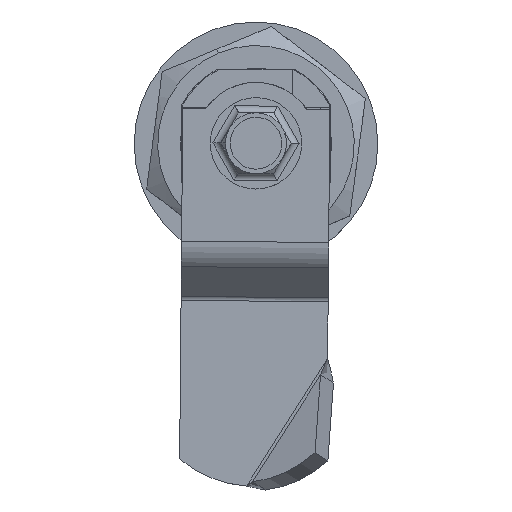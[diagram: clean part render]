
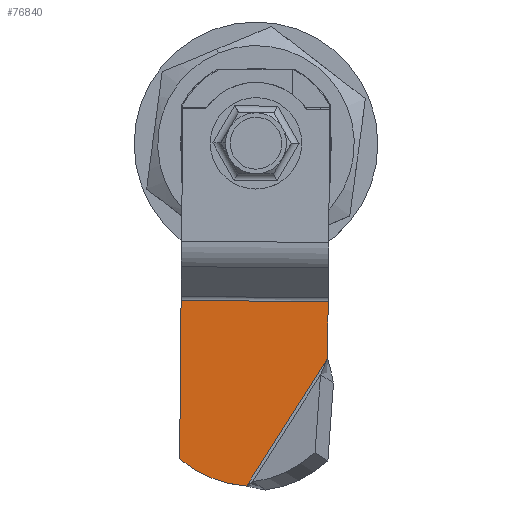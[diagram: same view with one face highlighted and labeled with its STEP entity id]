
A CAD part, top view. The second image highlights one B-rep face of the part: STEP entity #76840.
In plain terms, the highlighted face is planar.
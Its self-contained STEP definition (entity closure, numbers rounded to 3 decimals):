
#4189 = ORIENTED_EDGE ( 'NONE', *, *, #119904, .T. ) ;
#8598 = CARTESIAN_POINT ( 'NONE',  ( 20.692, -5.5, 9.65 ) ) ;
#9547 = PLANE ( 'NONE',  #55632 ) ;
#13543 = CIRCLE ( 'NONE', #105082, 15.053 ) ;
#16126 = LINE ( 'NONE', #66097, #42477 ) ;
#25597 = VERTEX_POINT ( 'NONE', #47764 ) ;
#33296 = FACE_OUTER_BOUND ( 'NONE', #79485, .T. ) ;
#35753 = LINE ( 'NONE', #38171, #106418 ) ;
#37596 = CARTESIAN_POINT ( 'NONE',  ( 20.692, -5.5, 0. ) ) ;
#38171 = CARTESIAN_POINT ( 'NONE',  ( -6.543, -5.5, -9.65 ) ) ;
#42477 = VECTOR ( 'NONE', #116030, 1000. ) ;
#44094 = LINE ( 'NONE', #93243, #128812 ) ;
#47764 = CARTESIAN_POINT ( 'NONE',  ( 41.5, -5.5, 9.65 ) ) ;
#49836 = EDGE_CURVE ( 'NONE', #25597, #74478, #13543, .T. ) ;
#55632 = AXIS2_PLACEMENT_3D ( 'NONE', #107832, #82430, #158625 ) ;
#59981 = EDGE_CURVE ( 'NONE', #108370, #25597, #16126, .T. ) ;
#62003 = CARTESIAN_POINT ( 'NONE',  ( 28.144, -5.5, -9.65 ) ) ;
#66097 = CARTESIAN_POINT ( 'NONE',  ( 39.457, -5.5, 9.65 ) ) ;
#74478 = VERTEX_POINT ( 'NONE', #155527 ) ;
#74795 = EDGE_CURVE ( 'NONE', #105617, #74478, #44094, .T. ) ;
#76840 = ADVANCED_FACE ( 'NONE', ( #33296 ), #9547, .F. ) ;
#79485 = EDGE_LOOP ( 'NONE', ( #104090, #4189, #127515, #145217, #130279 ) ) ;
#80159 = DIRECTION ( 'NONE',  ( 0.849, 0., 0.529 ) ) ;
#82430 = DIRECTION ( 'NONE',  ( 0., -1., 0. ) ) ;
#87557 = DIRECTION ( 'NONE',  ( 0., 0., 1. ) ) ;
#90645 = CARTESIAN_POINT ( 'NONE',  ( 20.692, -5.5, -9.65 ) ) ;
#93243 = CARTESIAN_POINT ( 'NONE',  ( 32.301, -5.5, -7.062 ) ) ;
#95225 = VERTEX_POINT ( 'NONE', #90645 ) ;
#104090 = ORIENTED_EDGE ( 'NONE', *, *, #74795, .F. ) ;
#105082 = AXIS2_PLACEMENT_3D ( 'NONE', #135015, #110421, #161222 ) ;
#105617 = VERTEX_POINT ( 'NONE', #62003 ) ;
#106418 = VECTOR ( 'NONE', #148795, 1000. ) ;
#107832 = CARTESIAN_POINT ( 'NONE',  ( 27.904, -5.5, 0. ) ) ;
#108370 = VERTEX_POINT ( 'NONE', #8598 ) ;
#110421 = DIRECTION ( 'NONE',  ( 0., 1., 0. ) ) ;
#116030 = DIRECTION ( 'NONE',  ( 1., 0., 0. ) ) ;
#119904 = EDGE_CURVE ( 'NONE', #105617, #95225, #35753, .T. ) ;
#127515 = ORIENTED_EDGE ( 'NONE', *, *, #138974, .T. ) ;
#128812 = VECTOR ( 'NONE', #80159, 1000. ) ;
#130279 = ORIENTED_EDGE ( 'NONE', *, *, #49836, .T. ) ;
#135015 = CARTESIAN_POINT ( 'NONE',  ( 29.947, -5.5, 0. ) ) ;
#138974 = EDGE_CURVE ( 'NONE', #95225, #108370, #149829, .T. ) ;
#145217 = ORIENTED_EDGE ( 'NONE', *, *, #59981, .T. ) ;
#148795 = DIRECTION ( 'NONE',  ( -1., 0., 0. ) ) ;
#149829 = LINE ( 'NONE', #37596, #152939 ) ;
#152939 = VECTOR ( 'NONE', #87557, 1000. ) ;
#155527 = CARTESIAN_POINT ( 'NONE',  ( 44.977, -5.5, 0.83 ) ) ;
#158625 = DIRECTION ( 'NONE',  ( 0., 0., -1. ) ) ;
#161222 = DIRECTION ( 'NONE',  ( 0., 0., -1. ) ) ;
